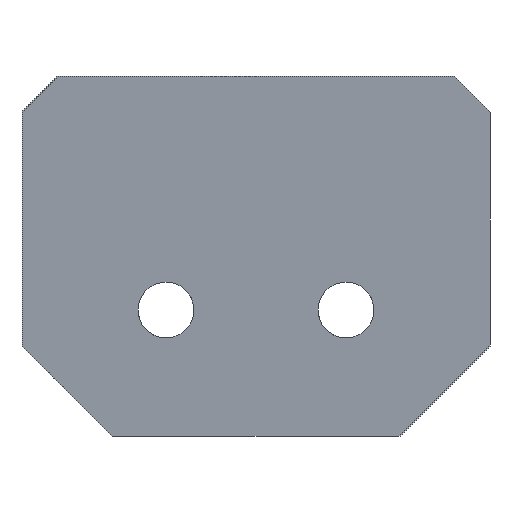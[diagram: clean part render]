
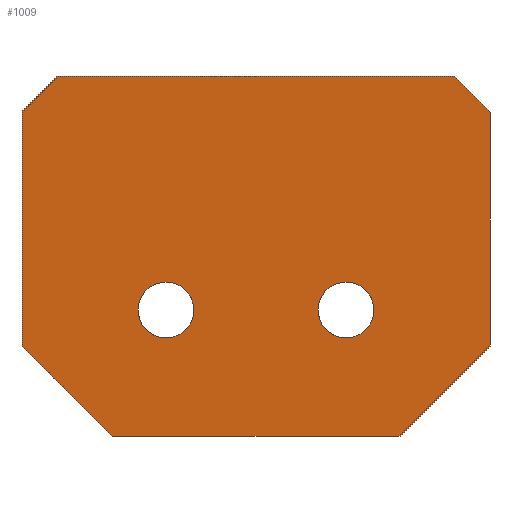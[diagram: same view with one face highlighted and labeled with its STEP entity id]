
A CAD part, left-side view. The second image highlights one B-rep face of the part: STEP entity #1009.
In plain terms, the highlighted planar face has unit normal (-0.989, 0.146, 0).
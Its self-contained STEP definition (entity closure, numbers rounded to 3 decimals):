
#38=FACE_BOUND('',#157,.T.);
#39=FACE_BOUND('',#158,.T.);
#79=ELLIPSE('',#1082,1.567,1.55);
#80=ELLIPSE('',#1083,1.567,1.55);
#101=FACE_OUTER_BOUND('',#156,.T.);
#156=EDGE_LOOP('',(#723,#724,#725,#726,#727,#728,#729,#730));
#157=EDGE_LOOP('',(#731));
#158=EDGE_LOOP('',(#732));
#232=LINE('',#1547,#333);
#248=LINE('',#1582,#349);
#258=LINE('',#1603,#359);
#259=LINE('',#1605,#360);
#260=LINE('',#1607,#361);
#261=LINE('',#1609,#362);
#262=LINE('',#1610,#363);
#263=LINE('',#1611,#364);
#333=VECTOR('',#1223,1000.);
#349=VECTOR('',#1243,1000.);
#359=VECTOR('',#1257,1000.);
#360=VECTOR('',#1260,1000.);
#361=VECTOR('',#1261,1000.);
#362=VECTOR('',#1262,1000.);
#363=VECTOR('',#1263,1000.);
#364=VECTOR('',#1264,1000.);
#436=VERTEX_POINT('',#1544);
#437=VERTEX_POINT('',#1546);
#453=VERTEX_POINT('',#1579);
#454=VERTEX_POINT('',#1581);
#458=VERTEX_POINT('',#1591);
#463=VERTEX_POINT('',#1601);
#464=VERTEX_POINT('',#1606);
#465=VERTEX_POINT('',#1608);
#466=VERTEX_POINT('',#1612);
#467=VERTEX_POINT('',#1614);
#538=EDGE_CURVE('',#437,#436,#232,.T.);
#555=EDGE_CURVE('',#453,#454,#248,.T.);
#566=EDGE_CURVE('',#458,#463,#258,.T.);
#567=EDGE_CURVE('',#436,#458,#259,.F.);
#568=EDGE_CURVE('',#463,#464,#260,.T.);
#569=EDGE_CURVE('',#465,#464,#261,.T.);
#570=EDGE_CURVE('',#465,#454,#262,.F.);
#571=EDGE_CURVE('',#453,#437,#263,.T.);
#572=EDGE_CURVE('',#466,#466,#79,.F.);
#573=EDGE_CURVE('',#467,#467,#80,.F.);
#723=ORIENTED_EDGE('',*,*,#538,.T.);
#724=ORIENTED_EDGE('',*,*,#567,.T.);
#725=ORIENTED_EDGE('',*,*,#566,.T.);
#726=ORIENTED_EDGE('',*,*,#568,.T.);
#727=ORIENTED_EDGE('',*,*,#569,.F.);
#728=ORIENTED_EDGE('',*,*,#570,.T.);
#729=ORIENTED_EDGE('',*,*,#555,.F.);
#730=ORIENTED_EDGE('',*,*,#571,.T.);
#731=ORIENTED_EDGE('',*,*,#572,.T.);
#732=ORIENTED_EDGE('',*,*,#573,.T.);
#973=PLANE('',#1081);
#1009=ADVANCED_FACE('',(#101,#38,#39),#973,.T.);
#1081=AXIS2_PLACEMENT_3D('',#1604,#1258,#1259);
#1082=AXIS2_PLACEMENT_3D('',#1613,#1265,#1266);
#1083=AXIS2_PLACEMENT_3D('',#1615,#1267,#1268);
#1223=DIRECTION('',(0.146,0.989,0.));
#1243=DIRECTION('',(0.,0.,-1.));
#1257=DIRECTION('',(0.,0.,-1.));
#1258=DIRECTION('center_axis',(-0.989,0.146,0.));
#1259=DIRECTION('ref_axis',(-0.146,-0.989,0.));
#1260=DIRECTION('',(-0.104,-0.703,0.703));
#1261=DIRECTION('',(-0.104,-0.703,-0.703));
#1262=DIRECTION('',(0.146,0.989,0.));
#1263=DIRECTION('',(0.104,0.703,-0.703));
#1264=DIRECTION('',(0.104,0.703,0.703));
#1265=DIRECTION('center_axis',(-0.989,0.146,0.));
#1266=DIRECTION('ref_axis',(0.146,0.989,0.));
#1267=DIRECTION('center_axis',(-0.989,0.146,0.));
#1268=DIRECTION('ref_axis',(0.146,0.989,0.));
#1544=CARTESIAN_POINT('',(-0.663,43.,20.));
#1546=CARTESIAN_POINT('',(-3.905,21.,20.));
#1547=CARTESIAN_POINT('',(-2.284,32.,20.));
#1579=CARTESIAN_POINT('',(-4.2,19.,18.));
#1581=CARTESIAN_POINT('',(-4.2,19.,5.));
#1582=CARTESIAN_POINT('',(-4.2,19.,20.));
#1591=CARTESIAN_POINT('',(-0.368,45.,18.));
#1601=CARTESIAN_POINT('',(-0.368,45.,5.));
#1603=CARTESIAN_POINT('',(-0.368,45.,20.));
#1604=CARTESIAN_POINT('Origin',(-2.284,32.,20.));
#1605=CARTESIAN_POINT('',(-1.482,37.441,25.559));
#1606=CARTESIAN_POINT('',(-1.105,40.,0.));
#1607=CARTESIAN_POINT('',(-0.243,45.85,5.85));
#1608=CARTESIAN_POINT('',(-3.463,24.,0.));
#1609=CARTESIAN_POINT('',(-2.284,32.,0.));
#1610=CARTESIAN_POINT('',(-4.325,18.15,5.85));
#1611=CARTESIAN_POINT('',(-3.086,26.559,25.559));
#1612=CARTESIAN_POINT('',(-3.021,27.,8.55));
#1613=CARTESIAN_POINT('Origin',(-3.021,27.,7.));
#1614=CARTESIAN_POINT('',(-1.547,37.,8.55));
#1615=CARTESIAN_POINT('Origin',(-1.547,37.,7.));
